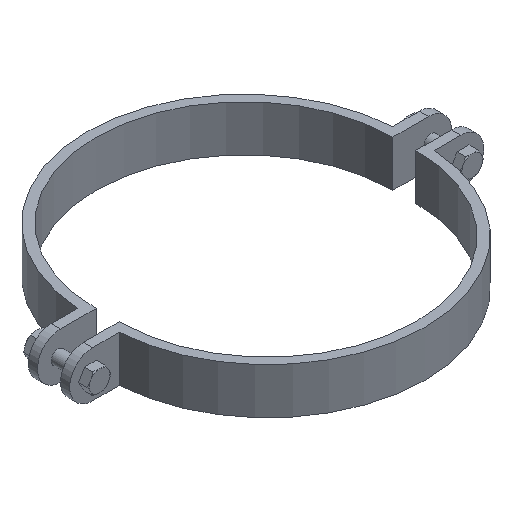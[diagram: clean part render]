
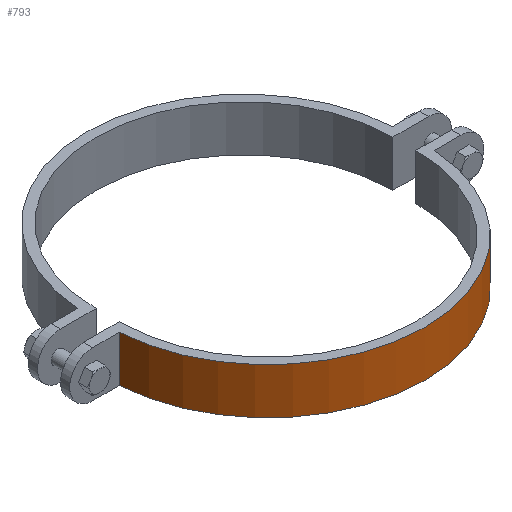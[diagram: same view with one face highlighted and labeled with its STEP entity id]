
A CAD part, isometric view. The second image highlights one B-rep face of the part: STEP entity #793.
In plain terms, the highlighted cylindrical face has radius 68.5 mm (diameter 137 mm), a partial arc.
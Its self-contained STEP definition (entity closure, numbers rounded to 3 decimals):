
#106=CYLINDRICAL_SURFACE('',#862,68.5);
#134=FACE_OUTER_BOUND('',#192,.T.);
#192=EDGE_LOOP('',(#573,#574,#575,#576));
#246=CIRCLE('',#842,68.5);
#252=CIRCLE('',#851,68.5);
#291=LINE('',#1200,#325);
#297=LINE('',#1221,#331);
#325=VECTOR('',#960,20.);
#331=VECTOR('',#982,20.);
#354=VERTEX_POINT('',#1182);
#355=VERTEX_POINT('',#1184);
#361=VERTEX_POINT('',#1198);
#368=VERTEX_POINT('',#1216);
#424=EDGE_CURVE('',#354,#355,#246,.T.);
#432=EDGE_CURVE('',#361,#354,#291,.T.);
#441=EDGE_CURVE('',#368,#361,#252,.T.);
#443=EDGE_CURVE('',#368,#355,#297,.T.);
#573=ORIENTED_EDGE('',*,*,#441,.F.);
#574=ORIENTED_EDGE('',*,*,#443,.T.);
#575=ORIENTED_EDGE('',*,*,#424,.F.);
#576=ORIENTED_EDGE('',*,*,#432,.F.);
#793=ADVANCED_FACE('',(#134),#106,.T.);
#842=AXIS2_PLACEMENT_3D('',#1185,#947,#948);
#851=AXIS2_PLACEMENT_3D('',#1218,#976,#977);
#862=AXIS2_PLACEMENT_3D('',#1234,#1000,#1001);
#947=DIRECTION('center_axis',(0.,0.,1.));
#948=DIRECTION('ref_axis',(-0.998,-0.058,0.));
#960=DIRECTION('',(0.,0.,1.));
#976=DIRECTION('center_axis',(0.,0.,-1.));
#977=DIRECTION('ref_axis',(-0.998,-0.058,0.));
#982=DIRECTION('',(0.,0.,1.));
#1000=DIRECTION('center_axis',(0.,0.,1.));
#1001=DIRECTION('ref_axis',(-0.998,-0.058,0.));
#1182=CARTESIAN_POINT('',(68.383,4.,20.));
#1184=CARTESIAN_POINT('',(-68.383,4.,20.));
#1185=CARTESIAN_POINT('Origin',(0.,0.,20.));
#1198=CARTESIAN_POINT('',(68.383,4.,0.));
#1200=CARTESIAN_POINT('',(68.383,4.,0.));
#1216=CARTESIAN_POINT('',(-68.383,4.,0.));
#1218=CARTESIAN_POINT('Origin',(0.,0.,0.));
#1221=CARTESIAN_POINT('',(-68.383,4.,0.));
#1234=CARTESIAN_POINT('Origin',(0.,0.,0.));
